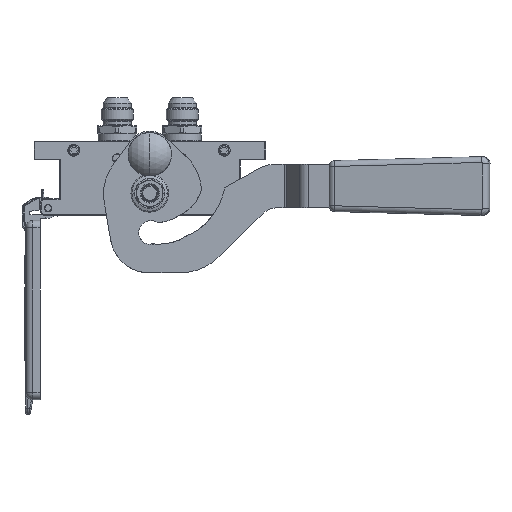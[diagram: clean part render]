
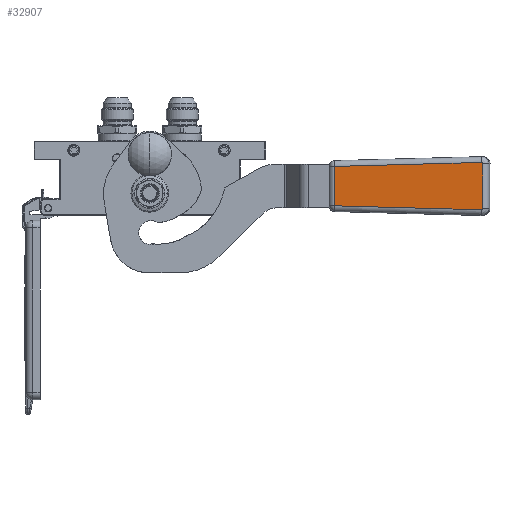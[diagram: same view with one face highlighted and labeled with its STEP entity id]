
A CAD part, front view. The second image highlights one B-rep face of the part: STEP entity #32907.
In plain terms, the highlighted face is planar.
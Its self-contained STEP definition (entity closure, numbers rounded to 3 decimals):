
#1317 = CARTESIAN_POINT ( 'NONE',  ( 15.363, 0.055, -4.054 ) ) ;
#2213 = PLANE ( 'NONE',  #41174 ) ;
#2814 = EDGE_LOOP ( 'NONE', ( #93617, #42012, #51397, #42728, #48270, #83160 ) ) ;
#4230 = VERTEX_POINT ( 'NONE', #86265 ) ;
#5156 = LINE ( 'NONE', #27311, #7503 ) ;
#5855 = CARTESIAN_POINT ( 'NONE',  ( 16.209, 0.061, -4.509 ) ) ;
#7503 = VECTOR ( 'NONE', #79418, 1000. ) ;
#9017 = CARTESIAN_POINT ( 'NONE',  ( 50., 1.5, -111. ) ) ;
#12007 = EDGE_CURVE ( 'NONE', #95578, #48962, #27531, .T. ) ;
#12331 = FACE_OUTER_BOUND ( 'NONE', #2814, .T. ) ;
#13334 = CARTESIAN_POINT ( 'NONE',  ( 16.363, 0.069, -5.081 ) ) ;
#13865 = CARTESIAN_POINT ( 'NONE',  ( 13.607, 1.447, -107.054 ) ) ;
#15498 = CARTESIAN_POINT ( 'NONE',  ( -13.607, 1.447, -107.054 ) ) ;
#16551 = CARTESIAN_POINT ( 'NONE',  ( -15.754, 0.056, -4.127 ) ) ;
#16752 = LINE ( 'NONE', #91225, #91274 ) ;
#16871 = CARTESIAN_POINT ( 'NONE',  ( -16.209, 0.061, -4.509 ) ) ;
#19505 = CARTESIAN_POINT ( 'NONE',  ( -15.363, 0.055, -4.054 ) ) ;
#25060 = VERTEX_POINT ( 'NONE', #77982 ) ;
#25240 = DIRECTION ( 'NONE',  ( 0., 1., 0.014 ) ) ;
#25305 = CARTESIAN_POINT ( 'NONE',  ( -16.301, 0.063, -4.688 ) ) ;
#26048 = B_SPLINE_CURVE_WITH_KNOTS ( 'NONE', 3,
 ( #92370, #92050, #39676, #25305, #16871, #47801, #55261, #16551, #39036, #91076, #46512 ),
 .UNSPECIFIED., .F., .F.,
 ( 4, 1, 1, 1, 1, 1, 1, 1, 4 ),
 ( 0., 0.125, 0.25, 0.375, 0.5, 0.625, 0.75, 0.875, 1. ),
 .UNSPECIFIED. ) ;
#27311 = CARTESIAN_POINT ( 'NONE',  ( 13.607, 1.447, -107.054 ) ) ;
#27531 = LINE ( 'NONE', #71155, #72916 ) ;
#28400 = EDGE_CURVE ( 'NONE', #4230, #95578, #26048, .T. ) ;
#28966 = EDGE_CURVE ( 'NONE', #56814, #4230, #83572, .T. ) ;
#31379 = DIRECTION ( 'NONE',  ( -0.027, 0.014, -1. ) ) ;
#32907 = ADVANCED_FACE ( 'NONE', ( #12331 ), #2213, .F. ) ;
#34079 = B_SPLINE_CURVE_WITH_KNOTS ( 'NONE', 3,
 ( #49474, #79443, #80387, #50437, #65096, #87556, #5855, #35811, #34874, #71925, #13334 ),
 .UNSPECIFIED., .F., .F.,
 ( 4, 1, 1, 1, 1, 1, 1, 1, 4 ),
 ( 0., 0.125, 0.25, 0.375, 0.5, 0.625, 0.75, 0.875, 1. ),
 .UNSPECIFIED. ) ;
#34874 = CARTESIAN_POINT ( 'NONE',  ( 16.355, 0.066, -4.882 ) ) ;
#35811 = CARTESIAN_POINT ( 'NONE',  ( 16.301, 0.063, -4.688 ) ) ;
#39036 = CARTESIAN_POINT ( 'NONE',  ( -15.562, 0.055, -4.067 ) ) ;
#39676 = CARTESIAN_POINT ( 'NONE',  ( -16.355, 0.066, -4.882 ) ) ;
#41174 = AXIS2_PLACEMENT_3D ( 'NONE', #9017, #25240, #84195 ) ;
#42012 = ORIENTED_EDGE ( 'NONE', *, *, #72172, .F. ) ;
#42728 = ORIENTED_EDGE ( 'NONE', *, *, #12007, .F. ) ;
#46512 = CARTESIAN_POINT ( 'NONE',  ( -15.363, 0.055, -4.054 ) ) ;
#47801 = CARTESIAN_POINT ( 'NONE',  ( -16.084, 0.059, -4.352 ) ) ;
#48270 = ORIENTED_EDGE ( 'NONE', *, *, #28400, .F. ) ;
#48962 = VERTEX_POINT ( 'NONE', #1317 ) ;
#49474 = CARTESIAN_POINT ( 'NONE',  ( 15.363, 0.055, -4.054 ) ) ;
#50437 = CARTESIAN_POINT ( 'NONE',  ( 15.754, 0.056, -4.127 ) ) ;
#51397 = ORIENTED_EDGE ( 'NONE', *, *, #61036, .F. ) ;
#55261 = CARTESIAN_POINT ( 'NONE',  ( -15.931, 0.057, -4.223 ) ) ;
#56814 = VERTEX_POINT ( 'NONE', #75860 ) ;
#57666 = VERTEX_POINT ( 'NONE', #13865 ) ;
#61036 = EDGE_CURVE ( 'NONE', #48962, #25060, #34079, .T. ) ;
#65096 = CARTESIAN_POINT ( 'NONE',  ( 15.931, 0.057, -4.223 ) ) ;
#71155 = CARTESIAN_POINT ( 'NONE',  ( -15.363, 0.055, -4.054 ) ) ;
#71925 = CARTESIAN_POINT ( 'NONE',  ( 16.364, 0.068, -5.014 ) ) ;
#72172 = EDGE_CURVE ( 'NONE', #25060, #57666, #16752, .T. ) ;
#72916 = VECTOR ( 'NONE', #77050, 1000. ) ;
#75860 = CARTESIAN_POINT ( 'NONE',  ( -13.607, 1.447, -107.054 ) ) ;
#77050 = DIRECTION ( 'NONE',  ( 1., 0., 0. ) ) ;
#77982 = CARTESIAN_POINT ( 'NONE',  ( 16.363, 0.069, -5.081 ) ) ;
#79418 = DIRECTION ( 'NONE',  ( -1., 0., 0. ) ) ;
#79443 = CARTESIAN_POINT ( 'NONE',  ( 15.43, 0.055, -4.054 ) ) ;
#80387 = CARTESIAN_POINT ( 'NONE',  ( 15.562, 0.055, -4.067 ) ) ;
#81261 = VECTOR ( 'NONE', #83178, 1000. ) ;
#83160 = ORIENTED_EDGE ( 'NONE', *, *, #28966, .F. ) ;
#83178 = DIRECTION ( 'NONE',  ( -0.027, -0.014, 1. ) ) ;
#83572 = LINE ( 'NONE', #15498, #81261 ) ;
#84195 = DIRECTION ( 'NONE',  ( 0., -0.014, 1. ) ) ;
#86265 = CARTESIAN_POINT ( 'NONE',  ( -16.363, 0.069, -5.081 ) ) ;
#87556 = CARTESIAN_POINT ( 'NONE',  ( 16.084, 0.059, -4.352 ) ) ;
#90688 = EDGE_CURVE ( 'NONE', #57666, #56814, #5156, .T. ) ;
#91076 = CARTESIAN_POINT ( 'NONE',  ( -15.43, 0.055, -4.054 ) ) ;
#91225 = CARTESIAN_POINT ( 'NONE',  ( 16.363, 0.069, -5.081 ) ) ;
#91274 = VECTOR ( 'NONE', #31379, 1000. ) ;
#92050 = CARTESIAN_POINT ( 'NONE',  ( -16.364, 0.068, -5.014 ) ) ;
#92370 = CARTESIAN_POINT ( 'NONE',  ( -16.363, 0.069, -5.081 ) ) ;
#93617 = ORIENTED_EDGE ( 'NONE', *, *, #90688, .F. ) ;
#95578 = VERTEX_POINT ( 'NONE', #19505 ) ;
